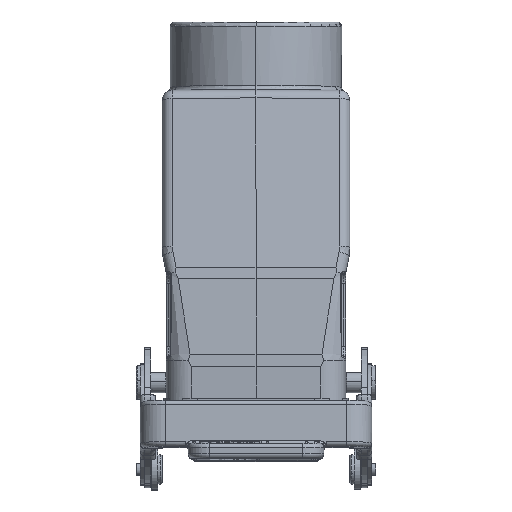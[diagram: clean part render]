
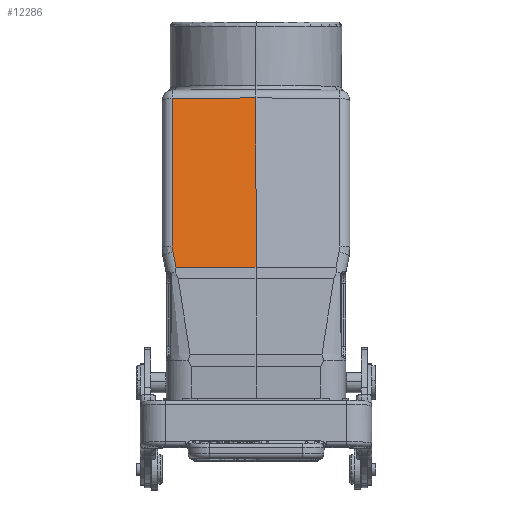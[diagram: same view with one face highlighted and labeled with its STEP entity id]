
A CAD part, top view. The second image highlights one B-rep face of the part: STEP entity #12286.
In plain terms, the highlighted planar face has unit normal (-0.009, 0.19, 0.982).
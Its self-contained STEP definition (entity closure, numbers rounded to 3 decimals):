
#9944=PLANE('',#42771);
#12286=ADVANCED_FACE('',(#14120),#9944,.T.);
#14120=FACE_OUTER_BOUND('',#16140,.T.);
#16140=EDGE_LOOP('',(#26723,#26724,#26725,#26726,#26727,#26728));
#17235=B_SPLINE_CURVE_WITH_KNOTS('',3,(#66861,#66862,#66863,#66864),
 .UNSPECIFIED.,.F.,.F.,(4,4),(0.,1.),.UNSPECIFIED.);
#26723=ORIENTED_EDGE('',*,*,#35065,.T.);
#26724=ORIENTED_EDGE('',*,*,#31274,.F.);
#26725=ORIENTED_EDGE('',*,*,#34413,.T.);
#26726=ORIENTED_EDGE('',*,*,#34410,.F.);
#26727=ORIENTED_EDGE('',*,*,#34407,.F.);
#26728=ORIENTED_EDGE('',*,*,#35064,.F.);
#27806=VERTEX_POINT('',#54607);
#27808=VERTEX_POINT('',#54613);
#29920=VERTEX_POINT('',#66852);
#29921=VERTEX_POINT('',#66854);
#29922=VERTEX_POINT('',#66865);
#30294=VERTEX_POINT('',#73384);
#31274=EDGE_CURVE('',#27808,#27806,#35702,.T.);
#34407=EDGE_CURVE('',#29920,#29921,#37249,.T.);
#34410=EDGE_CURVE('',#29921,#29922,#17235,.T.);
#34413=EDGE_CURVE('',#27808,#29922,#37251,.T.);
#35064=EDGE_CURVE('',#30294,#29920,#37484,.T.);
#35065=EDGE_CURVE('',#30294,#27806,#37485,.T.);
#35702=LINE('',#54614,#38058);
#37249=LINE('',#66853,#39674);
#37251=LINE('',#66884,#39676);
#37484=LINE('',#73392,#39909);
#37485=LINE('',#73394,#39910);
#38058=VECTOR('',#44489,1.);
#39674=VECTOR('',#49863,1.);
#39676=VECTOR('',#49871,1.);
#39909=VECTOR('',#50844,1.);
#39910=VECTOR('',#50847,1.);
#42771=AXIS2_PLACEMENT_3D('',#73395,#50848,#50849);
#44489=DIRECTION('',(1.,0.009,0.007));
#49863=DIRECTION('',(-0.193,0.963,-0.188));
#49871=DIRECTION('',(0.,-0.982,0.19));
#50844=DIRECTION('',(-1.,0.,-0.009));
#50847=DIRECTION('',(0.,0.982,-0.19));
#50848=DIRECTION('',(-0.009,0.19,0.982));
#50849=DIRECTION('',(0.,-0.982,0.19));
#54607=CARTESIAN_POINT('',(0.,19.39,36.641));
#54613=CARTESIAN_POINT('',(-20.022,19.215,36.497));
#54614=CARTESIAN_POINT('',(-20.022,19.215,36.497));
#66852=CARTESIAN_POINT('',(-19.146,-21.241,44.32));
#66853=CARTESIAN_POINT('',(-19.146,-21.241,44.32));
#66854=CARTESIAN_POINT('',(-19.876,-17.591,43.609));
#66861=CARTESIAN_POINT('',(-19.876,-17.591,43.609));
#66862=CARTESIAN_POINT('',(-19.973,-17.107,43.514));
#66863=CARTESIAN_POINT('',(-20.022,-16.614,43.419));
#66864=CARTESIAN_POINT('',(-20.022,-16.12,43.323));
#66865=CARTESIAN_POINT('',(-20.022,-16.12,43.323));
#66884=CARTESIAN_POINT('',(-20.022,19.215,36.497));
#73384=CARTESIAN_POINT('',(0.,-21.241,44.49));
#73392=CARTESIAN_POINT('',(0.,-21.241,44.49));
#73394=CARTESIAN_POINT('',(0.,-21.241,44.49));
#73395=CARTESIAN_POINT('',(0.,-22.585,44.75));
